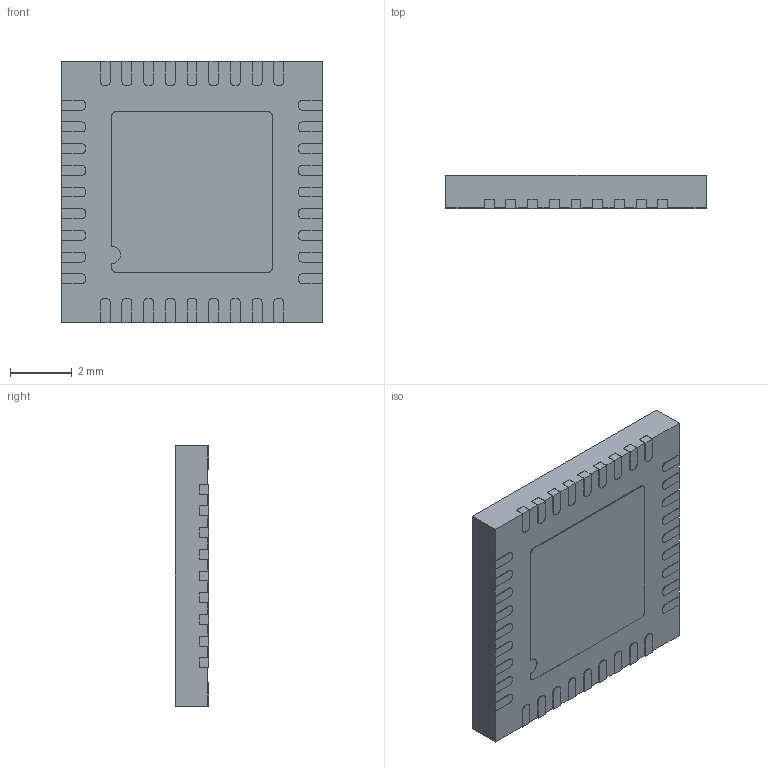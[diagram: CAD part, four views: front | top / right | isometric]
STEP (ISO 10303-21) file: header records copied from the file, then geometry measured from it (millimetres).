
FILE_DESCRIPTION(('FreeCAD Model'),'2;1');
FILE_NAME('Open CASCADE Shape Model','2025-04-30T04:52:21',('FreeCAD'),( 'FreeCAD'),'Open CASCADE STEP processor 7.6','FreeCAD','Unknown');
FILE_SCHEMA(('AUTOMOTIVE_DESIGN { 1 0 10303 214 1 1 1 1 }'));
Length unit declared in the file: millimetre
Products named in the file (1): Open CASCADE STEP translator 7.6 1
Bounding box: 8.47 x 1.08 x 8.47 mm (x, y, z)
Volume: 76.1 mm3; surface area: 185.7 mm2
Topology: 1 solids, 1 shells, 473 faces, 1359 edges, 906 vertices
Faces by surface type: bspline 473
Entity records: 18231 total; most frequent: CARTESIAN_POINT 10181, ORIENTED_EDGE 2718, EDGE_CURVE 1359, B_SPLINE_CURVE_WITH_KNOTS 1201, VERTEX_POINT 906, FACE_BOUND 491, EDGE_LOOP 491, ADVANCED_FACE 473
